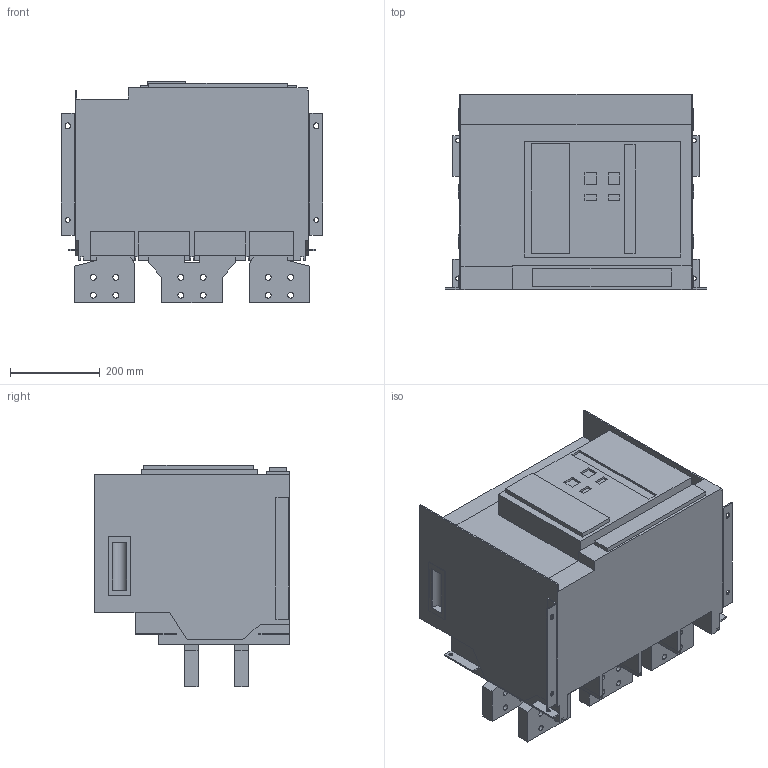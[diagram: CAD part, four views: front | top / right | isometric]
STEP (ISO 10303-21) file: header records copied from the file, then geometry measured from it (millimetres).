
FILE_DESCRIPTION (( 'STEP AP203' ), '1' );
FILE_NAME ('臍-45-mccb45-4000-4000v.STEP', '2021-06-09T13:51:03', ( '' ), ( '' ), 'SwSTEP 2.0', 'SolidWorks 2021', '' );
FILE_SCHEMA (( 'CONFIG_CONTROL_DESIGN' ));
Length unit declared in the file: millimetre
Products named in the file (1): 臍-45-mccb45-4000-4000v
Bounding box: 584 x 435 x 495 mm (x, y, z)
Volume: 75126014.8 mm3; surface area: 1772882 mm2
Topology: 1 solids, 1 shells, 465 faces, 1282 edges, 853 vertices
Faces by surface type: plane 345, cylinder 120
Entity records: 14929 total; most frequent: CARTESIAN_POINT 2601, ORIENTED_EDGE 2564, DIRECTION 2454, EDGE_CURVE 1282, VECTOR 1042, LINE 1042, VERTEX_POINT 853, AXIS2_PLACEMENT_3D 706
